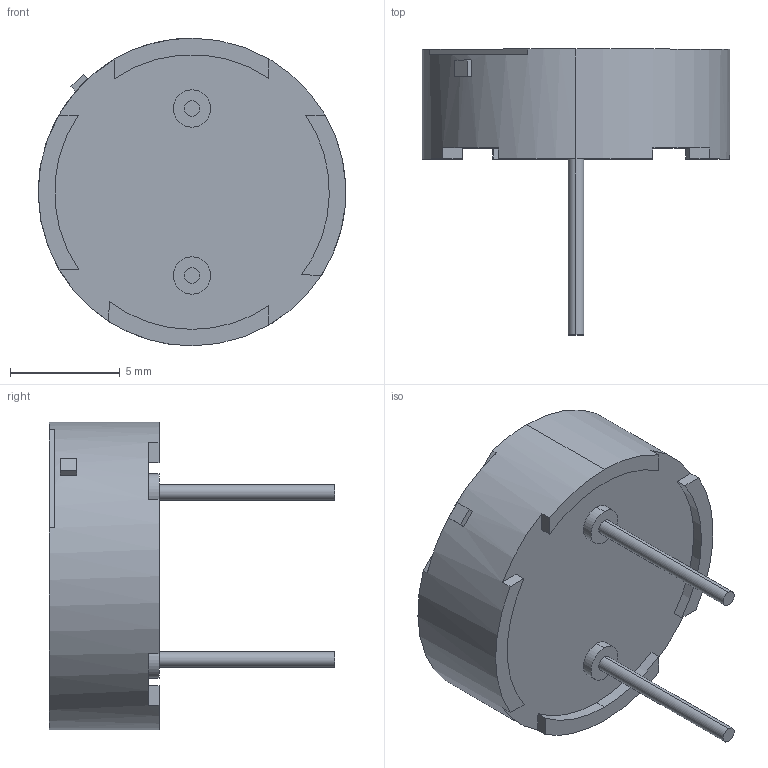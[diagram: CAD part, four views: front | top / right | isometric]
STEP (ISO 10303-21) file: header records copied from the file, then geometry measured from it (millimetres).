
FILE_DESCRIPTION (( 'STEP AP203' ), '1' );
FILE_NAME ('GT-1405A.STEP', '2017-03-06T19:02:02', ( 'Gem' ), ( '' ), 'SwSTEP 2.0', 'SolidWorks 2013', '' );
FILE_SCHEMA (( 'CONFIG_CONTROL_DESIGN' ));
Length unit declared in the file: millimetre
Products named in the file (1): GT-1405A
Bounding box: 14 x 13 x 14 mm (x, y, z)
Volume: 707.4 mm3; surface area: 588.3 mm2
Topology: 1 solids, 1 shells, 46 faces, 111 edges, 74 vertices
Faces by surface type: plane 27, cylinder 19
Entity records: 1444 total; most frequent: DIRECTION 255, CARTESIAN_POINT 232, ORIENTED_EDGE 222, EDGE_CURVE 111, AXIS2_PLACEMENT_3D 97, VERTEX_POINT 74, LINE 61, VECTOR 61
